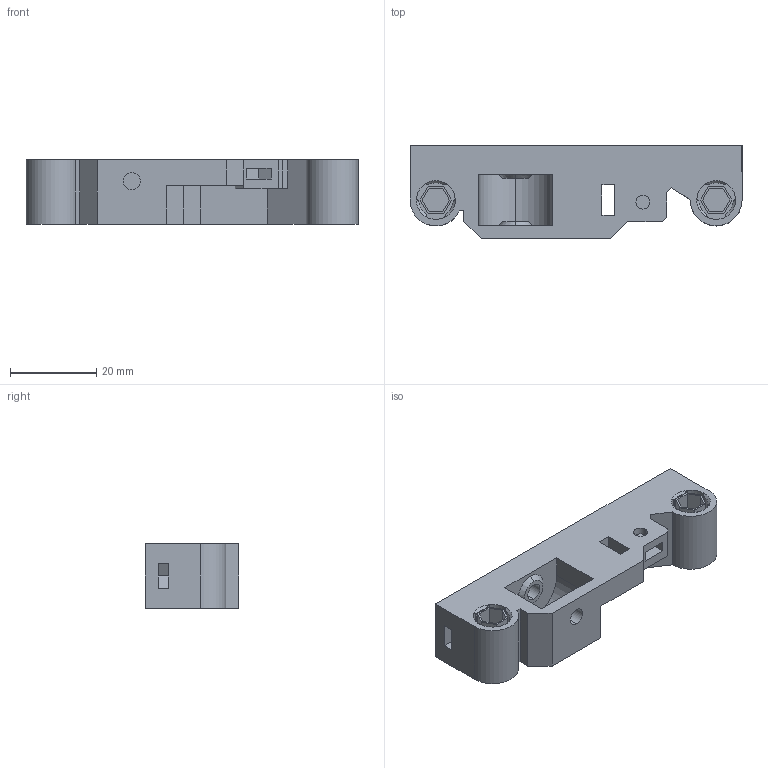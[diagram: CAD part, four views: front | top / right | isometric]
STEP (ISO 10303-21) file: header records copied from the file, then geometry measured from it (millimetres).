
FILE_DESCRIPTION (( 'STEP AP203' ), '1' );
FILE_NAME ('TR_z_axis_top_part_v1_0.STEP', '2018-05-17T18:46:40', ( '' ), ( '' ), 'SwSTEP 2.0', 'SolidWorks 2017', '' );
FILE_SCHEMA (( 'CONFIG_CONTROL_DESIGN' ));
Length unit declared in the file: millimetre
Products named in the file (1): TR_z_axis_top_part_v1_0
Bounding box: 77 x 21.75 x 15 mm (x, y, z)
Volume: 15049.1 mm3; surface area: 8927 mm2
Topology: 1 solids, 1 shells, 181 faces, 455 edges, 299 vertices
Faces by surface type: plane 97, cylinder 72, cone 12
Entity records: 5588 total; most frequent: CARTESIAN_POINT 1080, DIRECTION 917, ORIENTED_EDGE 910, EDGE_CURVE 455, AXIS2_PLACEMENT_3D 312, VERTEX_POINT 299, LINE 293, VECTOR 293
